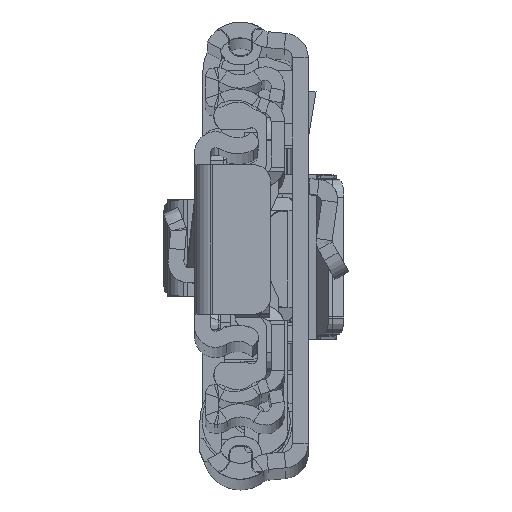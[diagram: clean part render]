
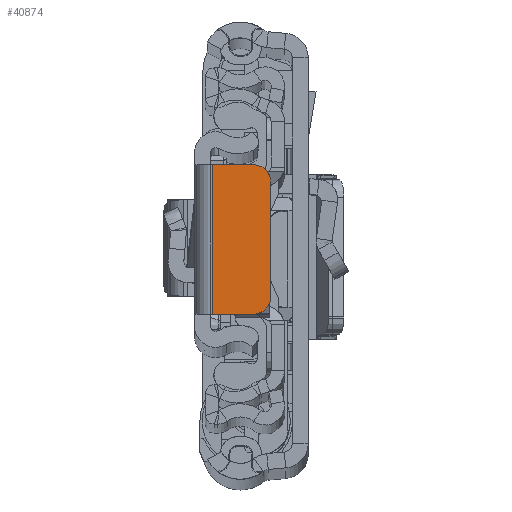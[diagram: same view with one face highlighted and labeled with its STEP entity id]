
A CAD part, top view. The second image highlights one B-rep face of the part: STEP entity #40874.
In plain terms, the highlighted planar face has unit normal (0, 0, 1).
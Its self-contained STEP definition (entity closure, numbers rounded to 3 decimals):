
#865 = DIRECTION ( 'NONE',  ( 1., 0., 0. ) ) ;
#1898 = DIRECTION ( 'NONE',  ( 0., 0., -1. ) ) ;
#2240 = ORIENTED_EDGE ( 'NONE', *, *, #13865, .T. ) ;
#2877 = VECTOR ( 'NONE', #22192, 1000. ) ;
#3265 = VERTEX_POINT ( 'NONE', #24944 ) ;
#4088 = VERTEX_POINT ( 'NONE', #27157 ) ;
#4519 = ORIENTED_EDGE ( 'NONE', *, *, #19820, .T. ) ;
#4671 = CARTESIAN_POINT ( 'NONE',  ( -8.65, 0., 0. ) ) ;
#5112 = EDGE_CURVE ( 'NONE', #3265, #37268, #8037, .T. ) ;
#5319 = CARTESIAN_POINT ( 'NONE',  ( -6.65, 6.5, 0. ) ) ;
#7189 = LINE ( 'NONE', #39728, #31539 ) ;
#8037 = LINE ( 'NONE', #4671, #29105 ) ;
#9337 = LINE ( 'NONE', #25333, #2877 ) ;
#9414 = DIRECTION ( 'NONE',  ( 0., -1., 0. ) ) ;
#11364 = FACE_OUTER_BOUND ( 'NONE', #32338, .T. ) ;
#12771 = AXIS2_PLACEMENT_3D ( 'NONE', #5319, #31377, #24678 ) ;
#13109 = ORIENTED_EDGE ( 'NONE', *, *, #5112, .T. ) ;
#13865 = EDGE_CURVE ( 'NONE', #36366, #3265, #30910, .T. ) ;
#15954 = LINE ( 'NONE', #28353, #19799 ) ;
#16077 = DIRECTION ( 'NONE',  ( 0., 0., 1. ) ) ;
#19035 = CARTESIAN_POINT ( 'NONE',  ( -2.05, -8.5, 0. ) ) ;
#19799 = VECTOR ( 'NONE', #9414, 1000. ) ;
#19820 = EDGE_CURVE ( 'NONE', #21972, #27955, #7189, .T. ) ;
#20434 = DIRECTION ( 'NONE',  ( -1., 0., 0. ) ) ;
#21775 = DIRECTION ( 'NONE',  ( -1., 0., 0. ) ) ;
#21972 = VERTEX_POINT ( 'NONE', #27387 ) ;
#22192 = DIRECTION ( 'NONE',  ( -1., 0., 0. ) ) ;
#24678 = DIRECTION ( 'NONE',  ( -1., 0., 0. ) ) ;
#24944 = CARTESIAN_POINT ( 'NONE',  ( -8.65, 6.5, 0. ) ) ;
#25333 = CARTESIAN_POINT ( 'NONE',  ( 0., 8.5, 0. ) ) ;
#25958 = AXIS2_PLACEMENT_3D ( 'NONE', #37684, #16077, #21775 ) ;
#27157 = CARTESIAN_POINT ( 'NONE',  ( -2.05, 8.5, 0. ) ) ;
#27164 = ORIENTED_EDGE ( 'NONE', *, *, #34183, .F. ) ;
#27387 = CARTESIAN_POINT ( 'NONE',  ( -6.65, -8.5, 0. ) ) ;
#27955 = VERTEX_POINT ( 'NONE', #19035 ) ;
#28353 = CARTESIAN_POINT ( 'NONE',  ( -2.05, -8.5, 0. ) ) ;
#29105 = VECTOR ( 'NONE', #29688, 1000. ) ;
#29688 = DIRECTION ( 'NONE',  ( 0., -1., 0. ) ) ;
#30712 = CARTESIAN_POINT ( 'NONE',  ( 0., 0., 0. ) ) ;
#30910 = CIRCLE ( 'NONE', #12771, 2. ) ;
#31377 = DIRECTION ( 'NONE',  ( 0., 0., 1. ) ) ;
#31539 = VECTOR ( 'NONE', #865, 1000. ) ;
#32338 = EDGE_LOOP ( 'NONE', ( #13109, #33588, #4519, #27164, #34007, #2240 ) ) ;
#33588 = ORIENTED_EDGE ( 'NONE', *, *, #36490, .T. ) ;
#34007 = ORIENTED_EDGE ( 'NONE', *, *, #41401, .T. ) ;
#34030 = CARTESIAN_POINT ( 'NONE',  ( -8.65, -6.5, 0. ) ) ;
#34183 = EDGE_CURVE ( 'NONE', #4088, #27955, #15954, .T. ) ;
#36366 = VERTEX_POINT ( 'NONE', #39853 ) ;
#36490 = EDGE_CURVE ( 'NONE', #37268, #21972, #41349, .T. ) ;
#37268 = VERTEX_POINT ( 'NONE', #34030 ) ;
#37684 = CARTESIAN_POINT ( 'NONE',  ( -6.65, -6.5, 0. ) ) ;
#39728 = CARTESIAN_POINT ( 'NONE',  ( 0., -8.5, 0. ) ) ;
#39853 = CARTESIAN_POINT ( 'NONE',  ( -6.65, 8.5, 0. ) ) ;
#40549 = PLANE ( 'NONE',  #41074 ) ;
#40874 = ADVANCED_FACE ( 'NONE', ( #11364 ), #40549, .F. ) ;
#41074 = AXIS2_PLACEMENT_3D ( 'NONE', #30712, #1898, #20434 ) ;
#41349 = CIRCLE ( 'NONE', #25958, 2. ) ;
#41401 = EDGE_CURVE ( 'NONE', #4088, #36366, #9337, .T. ) ;
